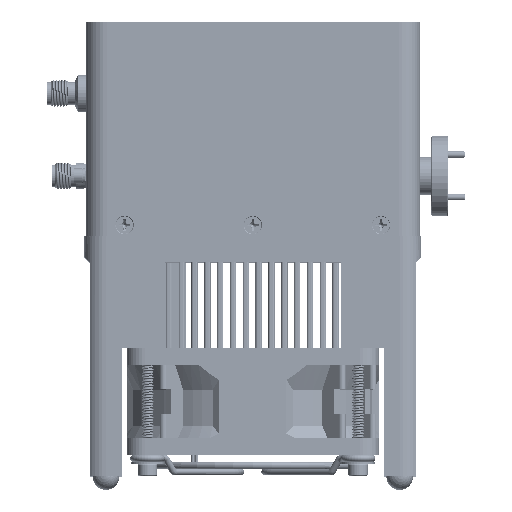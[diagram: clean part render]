
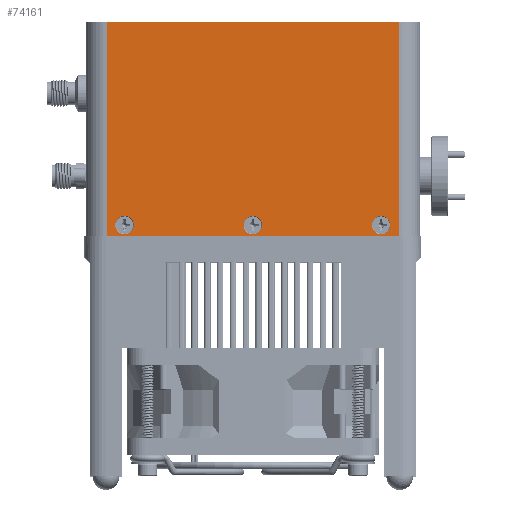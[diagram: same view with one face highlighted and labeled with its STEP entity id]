
A CAD part, top view. The second image highlights one B-rep face of the part: STEP entity #74161.
In plain terms, the highlighted planar face has unit normal (0, 0, 1).
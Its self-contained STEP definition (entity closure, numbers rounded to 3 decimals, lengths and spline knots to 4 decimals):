
#5819 = VECTOR ( 'NONE', #318682, 39.3701 ) ;
#9796 = AXIS2_PLACEMENT_3D ( 'NONE', #201206, #38969, #255993 ) ;
#12594 = EDGE_CURVE ( 'NONE', #18373, #136268, #71770, .T. ) ;
#12724 = ORIENTED_EDGE ( 'NONE', *, *, #206697, .F. ) ;
#18373 = VERTEX_POINT ( 'NONE', #234159 ) ;
#23195 = CIRCLE ( 'NONE', #107773, 0.086 ) ;
#23205 = ORIENTED_EDGE ( 'NONE', *, *, #12594, .F. ) ;
#24074 = CARTESIAN_POINT ( 'NONE',  ( 1.365, 2., 2.9889 ) ) ;
#34780 = CARTESIAN_POINT ( 'NONE',  ( -1.365, 2., 2.9889 ) ) ;
#36169 = FACE_BOUND ( 'NONE', #126659, .T. ) ;
#38535 = EDGE_CURVE ( 'NONE', #46799, #336781, #80140, .T. ) ;
#38969 = DIRECTION ( 'NONE',  ( 0., 0., 1. ) ) ;
#40978 = VECTOR ( 'NONE', #170675, 39.3701 ) ;
#45088 = EDGE_CURVE ( 'NONE', #336781, #46799, #188283, .T. ) ;
#46799 = VERTEX_POINT ( 'NONE', #268038 ) ;
#48260 = CARTESIAN_POINT ( 'NONE',  ( -1.286, 0.1, 2.9889 ) ) ;
#49185 = DIRECTION ( 'NONE',  ( 0., 0., 1. ) ) ;
#50486 = VERTEX_POINT ( 'NONE', #128029 ) ;
#54136 = CARTESIAN_POINT ( 'NONE',  ( -1.2, 0.1, 2.9889 ) ) ;
#54491 = EDGE_LOOP ( 'NONE', ( #204938, #61162 ) ) ;
#60839 = EDGE_LOOP ( 'NONE', ( #80335, #92980, #12724, #175254 ) ) ;
#61162 = ORIENTED_EDGE ( 'NONE', *, *, #38535, .F. ) ;
#64062 = VERTEX_POINT ( 'NONE', #141847 ) ;
#64377 = FACE_OUTER_BOUND ( 'NONE', #60839, .T. ) ;
#69602 = FACE_BOUND ( 'NONE', #54491, .T. ) ;
#71770 = CIRCLE ( 'NONE', #9796, 0.086 ) ;
#74161 = ADVANCED_FACE ( 'NONE', ( #304373, #69602, #64377, #36169 ), #230134, .F. ) ;
#75371 = DIRECTION ( 'NONE',  ( 1., 0., 0. ) ) ;
#80140 = CIRCLE ( 'NONE', #215346, 0.086 ) ;
#80335 = ORIENTED_EDGE ( 'NONE', *, *, #242313, .T. ) ;
#82424 = AXIS2_PLACEMENT_3D ( 'NONE', #86023, #114177, #276535 ) ;
#86023 = CARTESIAN_POINT ( 'NONE',  ( 0., 0.1, 2.9889 ) ) ;
#89975 = AXIS2_PLACEMENT_3D ( 'NONE', #54136, #188153, #75371 ) ;
#92248 = CARTESIAN_POINT ( 'NONE',  ( -1.365, 2., 2.9889 ) ) ;
#92980 = ORIENTED_EDGE ( 'NONE', *, *, #267606, .F. ) ;
#104292 = AXIS2_PLACEMENT_3D ( 'NONE', #277897, #173705, #147264 ) ;
#107773 = AXIS2_PLACEMENT_3D ( 'NONE', #149306, #175757, #285147 ) ;
#108323 = CARTESIAN_POINT ( 'NONE',  ( 1.2, 0.1, 2.9889 ) ) ;
#108659 = LINE ( 'NONE', #24074, #5819 ) ;
#114177 = DIRECTION ( 'NONE',  ( 0., 0., 1. ) ) ;
#125812 = CARTESIAN_POINT ( 'NONE',  ( 1.286, 0.1, 2.9889 ) ) ;
#126659 = EDGE_LOOP ( 'NONE', ( #23205, #189229 ) ) ;
#128029 = CARTESIAN_POINT ( 'NONE',  ( 0.086, 0.1, 2.9889 ) ) ;
#131893 = AXIS2_PLACEMENT_3D ( 'NONE', #183223, #49185, #156798 ) ;
#133052 = DIRECTION ( 'NONE',  ( 0., 0., 1. ) ) ;
#135574 = DIRECTION ( 'NONE',  ( 1., 0., 0. ) ) ;
#136268 = VERTEX_POINT ( 'NONE', #48260 ) ;
#140851 = CIRCLE ( 'NONE', #89975, 0.086 ) ;
#141847 = CARTESIAN_POINT ( 'NONE',  ( 1.365, 0., 2.9889 ) ) ;
#143729 = CARTESIAN_POINT ( 'NONE',  ( -0.086, 0.1, 2.9889 ) ) ;
#146973 = VECTOR ( 'NONE', #135574, 39.3701 ) ;
#147264 = DIRECTION ( 'NONE',  ( -1., 0., 0. ) ) ;
#149306 = CARTESIAN_POINT ( 'NONE',  ( 0., 0.1, 2.9889 ) ) ;
#156798 = DIRECTION ( 'NONE',  ( 1., 0., 0. ) ) ;
#164779 = EDGE_LOOP ( 'NONE', ( #175777, #327247 ) ) ;
#170675 = DIRECTION ( 'NONE',  ( 1., 0., 0. ) ) ;
#173705 = DIRECTION ( 'NONE',  ( 0., 0., -1. ) ) ;
#175254 = ORIENTED_EDGE ( 'NONE', *, *, #201221, .T. ) ;
#175757 = DIRECTION ( 'NONE',  ( 0., 0., 1. ) ) ;
#175777 = ORIENTED_EDGE ( 'NONE', *, *, #263813, .F. ) ;
#178601 = DIRECTION ( 'NONE',  ( 0., -1., 0. ) ) ;
#183223 = CARTESIAN_POINT ( 'NONE',  ( 1.2, 0.1, 2.9889 ) ) ;
#187724 = DIRECTION ( 'NONE',  ( 1., 0., 0. ) ) ;
#188153 = DIRECTION ( 'NONE',  ( 0., 0., 1. ) ) ;
#188283 = CIRCLE ( 'NONE', #131893, 0.086 ) ;
#189229 = ORIENTED_EDGE ( 'NONE', *, *, #196552, .F. ) ;
#196552 = EDGE_CURVE ( 'NONE', #136268, #18373, #140851, .T. ) ;
#199738 = CARTESIAN_POINT ( 'NONE',  ( -1.365, 0., 2.9889 ) ) ;
#201206 = CARTESIAN_POINT ( 'NONE',  ( -1.2, 0.1, 2.9889 ) ) ;
#201221 = EDGE_CURVE ( 'NONE', #347049, #279619, #339185, .T. ) ;
#202896 = VECTOR ( 'NONE', #178601, 39.3701 ) ;
#204938 = ORIENTED_EDGE ( 'NONE', *, *, #45088, .F. ) ;
#205817 = LINE ( 'NONE', #228835, #40978 ) ;
#206697 = EDGE_CURVE ( 'NONE', #347049, #297546, #205817, .T. ) ;
#215346 = AXIS2_PLACEMENT_3D ( 'NONE', #108323, #133052, #187724 ) ;
#218469 = CARTESIAN_POINT ( 'NONE',  ( 1.365, 0., 2.9889 ) ) ;
#228835 = CARTESIAN_POINT ( 'NONE',  ( 1.365, 2., 2.9889 ) ) ;
#230134 = PLANE ( 'NONE',  #104292 ) ;
#234159 = CARTESIAN_POINT ( 'NONE',  ( -1.114, 0.1, 2.9889 ) ) ;
#234550 = CIRCLE ( 'NONE', #82424, 0.086 ) ;
#239767 = LINE ( 'NONE', #218469, #146973 ) ;
#242313 = EDGE_CURVE ( 'NONE', #279619, #64062, #239767, .T. ) ;
#255993 = DIRECTION ( 'NONE',  ( 1., 0., 0. ) ) ;
#263813 = EDGE_CURVE ( 'NONE', #50486, #299234, #234550, .T. ) ;
#267606 = EDGE_CURVE ( 'NONE', #297546, #64062, #108659, .T. ) ;
#268038 = CARTESIAN_POINT ( 'NONE',  ( 1.114, 0.1, 2.9889 ) ) ;
#276535 = DIRECTION ( 'NONE',  ( 1., 0., 0. ) ) ;
#277897 = CARTESIAN_POINT ( 'NONE',  ( 1.365, 2., 2.9889 ) ) ;
#279619 = VERTEX_POINT ( 'NONE', #199738 ) ;
#285147 = DIRECTION ( 'NONE',  ( 1., 0., 0. ) ) ;
#294641 = EDGE_CURVE ( 'NONE', #299234, #50486, #23195, .T. ) ;
#297546 = VERTEX_POINT ( 'NONE', #344393 ) ;
#299234 = VERTEX_POINT ( 'NONE', #143729 ) ;
#304373 = FACE_BOUND ( 'NONE', #164779, .T. ) ;
#318682 = DIRECTION ( 'NONE',  ( 0., -1., 0. ) ) ;
#327247 = ORIENTED_EDGE ( 'NONE', *, *, #294641, .F. ) ;
#336781 = VERTEX_POINT ( 'NONE', #125812 ) ;
#339185 = LINE ( 'NONE', #92248, #202896 ) ;
#344393 = CARTESIAN_POINT ( 'NONE',  ( 1.365, 2., 2.9889 ) ) ;
#347049 = VERTEX_POINT ( 'NONE', #34780 ) ;
